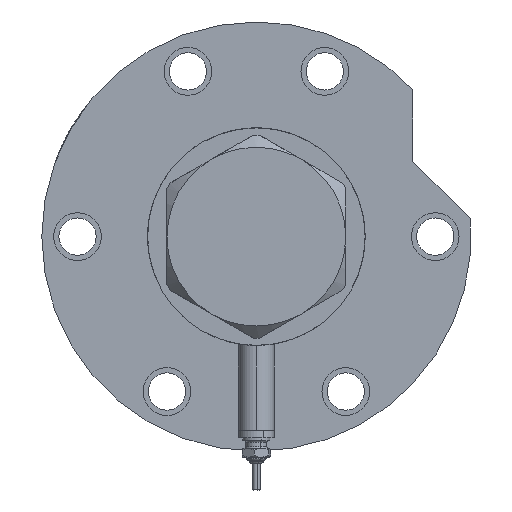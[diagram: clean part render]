
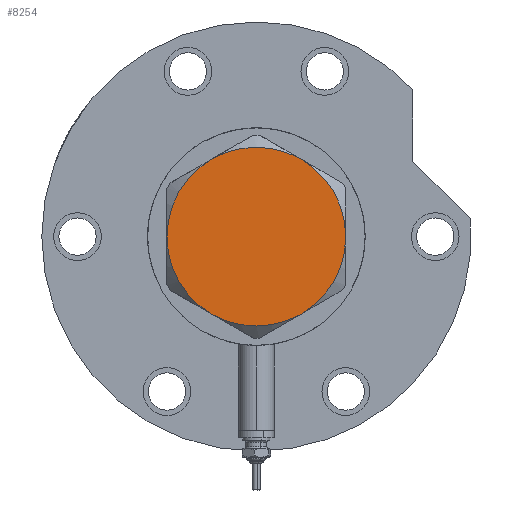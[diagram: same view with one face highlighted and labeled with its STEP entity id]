
A CAD part, left-side view. The second image highlights one B-rep face of the part: STEP entity #8254.
In plain terms, the highlighted face is planar.
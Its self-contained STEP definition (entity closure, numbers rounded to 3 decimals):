
#45 = ORIENTED_EDGE ( 'NONE', *, *, #6840, .T. ) ;
#75 = AXIS2_PLACEMENT_3D ( 'NONE', #1568, #7292, #1521 ) ;
#379 = CARTESIAN_POINT ( 'NONE',  ( 0., 0., 14.5 ) ) ;
#403 = AXIS2_PLACEMENT_3D ( 'NONE', #642, #3218, #5778 ) ;
#448 = EDGE_CURVE ( 'NONE', #8009, #4121, #6584, .T. ) ;
#549 = CIRCLE ( 'NONE', #3655, 30. ) ;
#642 = CARTESIAN_POINT ( 'NONE',  ( 0., 0., 14.5 ) ) ;
#709 = DIRECTION ( 'NONE',  ( 1., 0., 0. ) ) ;
#714 = CIRCLE ( 'NONE', #7975, 30. ) ;
#741 = VERTEX_POINT ( 'NONE', #5593 ) ;
#842 = VERTEX_POINT ( 'NONE', #4538 ) ;
#1113 = CIRCLE ( 'NONE', #2462, 30. ) ;
#1320 = EDGE_CURVE ( 'NONE', #4121, #3348, #549, .T. ) ;
#1520 = CARTESIAN_POINT ( 'NONE',  ( 0., 0., 14.5 ) ) ;
#1521 = DIRECTION ( 'NONE',  ( 1., 0., 0. ) ) ;
#1524 = ORIENTED_EDGE ( 'NONE', *, *, #448, .T. ) ;
#1568 = CARTESIAN_POINT ( 'NONE',  ( 0., 0., 14.5 ) ) ;
#1598 = CARTESIAN_POINT ( 'NONE',  ( -15., 25.981, 14.5 ) ) ;
#1703 = AXIS2_PLACEMENT_3D ( 'NONE', #3247, #6592, #7861 ) ;
#1998 = ORIENTED_EDGE ( 'NONE', *, *, #5570, .T. ) ;
#2462 = AXIS2_PLACEMENT_3D ( 'NONE', #7788, #5309, #5972 ) ;
#2604 = EDGE_CURVE ( 'NONE', #741, #8009, #1113, .T. ) ;
#2919 = EDGE_CURVE ( 'NONE', #3348, #842, #714, .T. ) ;
#3218 = DIRECTION ( 'NONE',  ( 0., 0., 1. ) ) ;
#3247 = CARTESIAN_POINT ( 'NONE',  ( 0., 0., 14.5 ) ) ;
#3334 = ORIENTED_EDGE ( 'NONE', *, *, #1320, .T. ) ;
#3348 = VERTEX_POINT ( 'NONE', #4922 ) ;
#3590 = DIRECTION ( 'NONE',  ( 0., 0., 1. ) ) ;
#3655 = AXIS2_PLACEMENT_3D ( 'NONE', #379, #3590, #7412 ) ;
#3711 = CIRCLE ( 'NONE', #75, 30. ) ;
#4121 = VERTEX_POINT ( 'NONE', #4985 ) ;
#4495 = DIRECTION ( 'NONE',  ( 0., 0., 1. ) ) ;
#4538 = CARTESIAN_POINT ( 'NONE',  ( 15., 25.981, 14.5 ) ) ;
#4628 = PLANE ( 'NONE',  #1703 ) ;
#4922 = CARTESIAN_POINT ( 'NONE',  ( 30., 0., 14.5 ) ) ;
#4985 = CARTESIAN_POINT ( 'NONE',  ( 15., -25.981, 14.5 ) ) ;
#5130 = ORIENTED_EDGE ( 'NONE', *, *, #2919, .T. ) ;
#5258 = CARTESIAN_POINT ( 'NONE',  ( 0., 0., 14.5 ) ) ;
#5309 = DIRECTION ( 'NONE',  ( 0., 0., 1. ) ) ;
#5570 = EDGE_CURVE ( 'NONE', #842, #7300, #6930, .T. ) ;
#5593 = CARTESIAN_POINT ( 'NONE',  ( -30., 0., 14.5 ) ) ;
#5778 = DIRECTION ( 'NONE',  ( 1., 0., 0. ) ) ;
#5805 = FACE_OUTER_BOUND ( 'NONE', #7105, .T. ) ;
#5902 = DIRECTION ( 'NONE',  ( 1., 0., 0. ) ) ;
#5972 = DIRECTION ( 'NONE',  ( 1., 0., 0. ) ) ;
#5985 = DIRECTION ( 'NONE',  ( 0., 0., 1. ) ) ;
#6378 = ORIENTED_EDGE ( 'NONE', *, *, #2604, .T. ) ;
#6584 = CIRCLE ( 'NONE', #403, 30. ) ;
#6592 = DIRECTION ( 'NONE',  ( 0., 0., 1. ) ) ;
#6840 = EDGE_CURVE ( 'NONE', #7300, #741, #3711, .T. ) ;
#6930 = CIRCLE ( 'NONE', #7474, 30. ) ;
#7105 = EDGE_LOOP ( 'NONE', ( #3334, #5130, #1998, #45, #6378, #1524 ) ) ;
#7292 = DIRECTION ( 'NONE',  ( 0., 0., 1. ) ) ;
#7300 = VERTEX_POINT ( 'NONE', #1598 ) ;
#7412 = DIRECTION ( 'NONE',  ( 1., 0., 0. ) ) ;
#7474 = AXIS2_PLACEMENT_3D ( 'NONE', #1520, #5985, #5902 ) ;
#7788 = CARTESIAN_POINT ( 'NONE',  ( 0., 0., 14.5 ) ) ;
#7861 = DIRECTION ( 'NONE',  ( 1., 0., 0. ) ) ;
#7975 = AXIS2_PLACEMENT_3D ( 'NONE', #5258, #4495, #709 ) ;
#8009 = VERTEX_POINT ( 'NONE', #8123 ) ;
#8123 = CARTESIAN_POINT ( 'NONE',  ( -15., -25.981, 14.5 ) ) ;
#8254 = ADVANCED_FACE ( 'NONE', ( #5805 ), #4628, .T. ) ;
